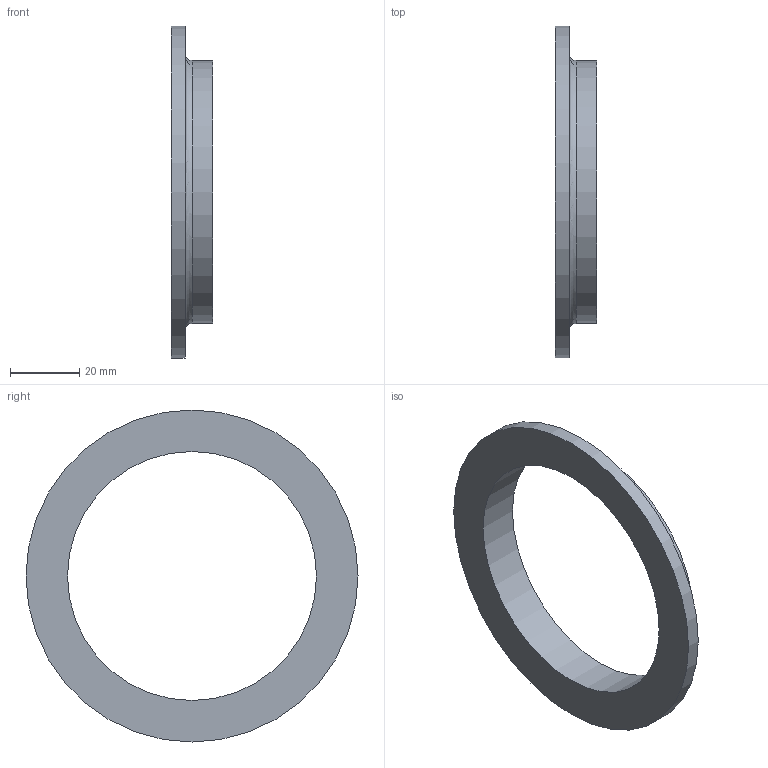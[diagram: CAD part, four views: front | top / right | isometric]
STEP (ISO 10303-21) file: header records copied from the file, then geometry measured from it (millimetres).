
FILE_DESCRIPTION((''),'2;1');
FILE_NAME('15852076X.stp','2010-08-10T13:50:55',('thilbrands'),(''),'Autodesk Inventor 2008','Autodesk Inventor 2008','');
FILE_SCHEMA(('AUTOMOTIVE_DESIGN { 1 0 10303 214 1 1 1 1 }'));
Length unit declared in the file: millimetre
Products named in the file (1): 158520251
Bounding box: 12 x 96 x 96 mm (x, y, z)
Volume: 16590.5 mm3; surface area: 11960.9 mm2
Topology: 1 solids, 1 shells, 7 faces, 11 edges, 7 vertices
Faces by surface type: cylinder 3, plane 3, bspline 1
Full cylindrical faces by diameter (mm): 72 x1, 76 x1, 96 x1
Entity records: 214 total; most frequent: CARTESIAN_POINT 66, DIRECTION 28, AXIS2_PLACEMENT_3D 14, ORIENTED_EDGE 14, EDGE_LOOP 14, VERTEX_POINT 7, CIRCLE 7, EDGE_CURVE 7
